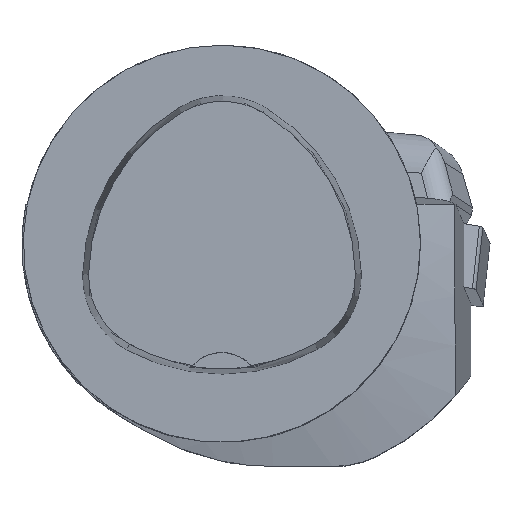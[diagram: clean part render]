
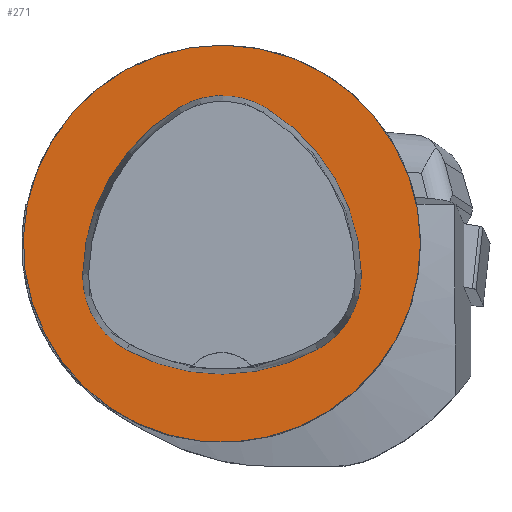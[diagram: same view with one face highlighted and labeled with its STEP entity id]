
A CAD part, top view. The second image highlights one B-rep face of the part: STEP entity #271.
In plain terms, the highlighted planar face has unit normal (0, 0, 1).
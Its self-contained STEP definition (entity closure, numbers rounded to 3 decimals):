
#271=ADVANCED_FACE('',(#683,#684),#346,.T.);
#346=PLANE('',#1860);
#683=FACE_BOUND('',#726,.T.);
#684=FACE_BOUND('',#727,.T.);
#726=EDGE_LOOP('',(#973,#974,#975,#976,#977,#978));
#727=EDGE_LOOP('',(#979));
#973=ORIENTED_EDGE('',*,*,#1544,.F.);
#974=ORIENTED_EDGE('',*,*,#1539,.F.);
#975=ORIENTED_EDGE('',*,*,#1534,.F.);
#976=ORIENTED_EDGE('',*,*,#1531,.F.);
#977=ORIENTED_EDGE('',*,*,#1528,.F.);
#978=ORIENTED_EDGE('',*,*,#1524,.F.);
#979=ORIENTED_EDGE('',*,*,#1495,.T.);
#1322=VERTEX_POINT('',#2667);
#1349=VERTEX_POINT('',#2766);
#1350=VERTEX_POINT('',#2767);
#1353=VERTEX_POINT('',#2775);
#1355=VERTEX_POINT('',#2781);
#1357=VERTEX_POINT('',#2787);
#1361=VERTEX_POINT('',#2800);
#1495=EDGE_CURVE('',#1322,#1322,#1667,.T.);
#1524=EDGE_CURVE('',#1349,#1350,#1670,.T.);
#1528=EDGE_CURVE('',#1350,#1353,#1672,.T.);
#1531=EDGE_CURVE('',#1353,#1355,#1674,.T.);
#1534=EDGE_CURVE('',#1355,#1357,#1676,.T.);
#1539=EDGE_CURVE('',#1357,#1361,#1679,.T.);
#1544=EDGE_CURVE('',#1361,#1349,#1682,.T.);
#1667=CIRCLE('',#1824,20.);
#1670=CIRCLE('',#1838,20.);
#1672=CIRCLE('',#1841,8.5);
#1674=CIRCLE('',#1844,20.);
#1676=CIRCLE('',#1847,8.5);
#1679=CIRCLE('',#1851,20.);
#1682=CIRCLE('',#1855,8.5);
#1824=AXIS2_PLACEMENT_3D('',#2666,#2098,#2099);
#1838=AXIS2_PLACEMENT_3D('',#2765,#2134,#2135);
#1841=AXIS2_PLACEMENT_3D('',#2774,#2142,#2143);
#1844=AXIS2_PLACEMENT_3D('',#2780,#2149,#2150);
#1847=AXIS2_PLACEMENT_3D('',#2786,#2156,#2157);
#1851=AXIS2_PLACEMENT_3D('',#2799,#2165,#2166);
#1855=AXIS2_PLACEMENT_3D('',#2812,#2174,#2175);
#1860=AXIS2_PLACEMENT_3D('',#2817,#2184,#2185);
#2098=DIRECTION('',(0.,0.,1.));
#2099=DIRECTION('',(1.,0.,0.));
#2134=DIRECTION('',(0.,0.,1.));
#2135=DIRECTION('',(1.,0.,0.));
#2142=DIRECTION('',(0.,0.,1.));
#2143=DIRECTION('',(1.,0.,0.));
#2149=DIRECTION('',(0.,0.,1.));
#2150=DIRECTION('',(1.,0.,0.));
#2156=DIRECTION('',(0.,0.,1.));
#2157=DIRECTION('',(1.,0.,0.));
#2165=DIRECTION('',(0.,0.,1.));
#2166=DIRECTION('',(1.,0.,0.));
#2174=DIRECTION('',(0.,0.,1.));
#2175=DIRECTION('',(1.,0.,0.));
#2184=DIRECTION('',(0.,0.,1.));
#2185=DIRECTION('',(-1.,0.,0.));
#2666=CARTESIAN_POINT('',(0.,0.,0.));
#2667=CARTESIAN_POINT('',(20.,0.,0.));
#2765=CARTESIAN_POINT('',(-5.955,-3.414,0.));
#2766=CARTESIAN_POINT('',(14.041,-3.042,0.));
#2767=CARTESIAN_POINT('',(4.472,13.653,0.));
#2774=CARTESIAN_POINT('',(0.04,6.4,0.));
#2775=CARTESIAN_POINT('',(-4.347,13.68,0.));
#2780=CARTESIAN_POINT('',(5.976,-3.45,0.));
#2781=CARTESIAN_POINT('',(-14.021,-3.075,0.));
#2786=CARTESIAN_POINT('',(-5.522,-3.235,0.));
#2787=CARTESIAN_POINT('',(-9.588,-10.699,0.));
#2799=CARTESIAN_POINT('',(-0.022,6.864,0.));
#2800=CARTESIAN_POINT('',(9.655,-10.639,0.));
#2812=CARTESIAN_POINT('',(5.543,-3.2,0.));
#2817=CARTESIAN_POINT('',(0.,0.,0.));
